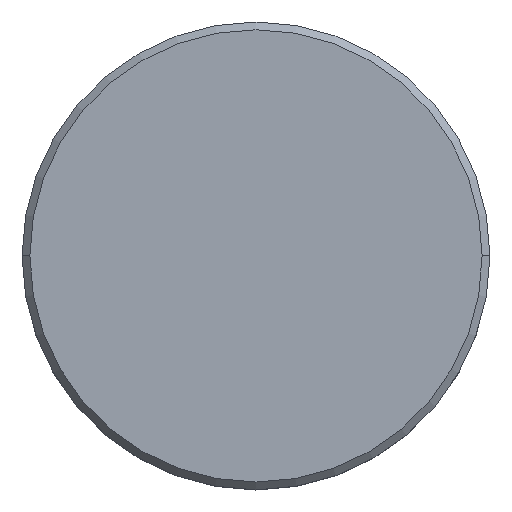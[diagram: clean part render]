
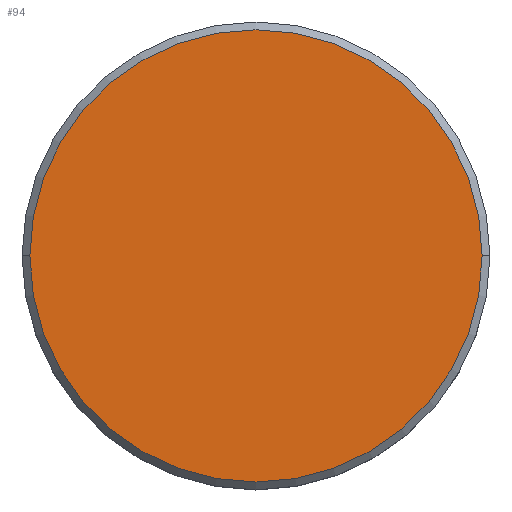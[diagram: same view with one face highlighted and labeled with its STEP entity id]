
A CAD part, top view. The second image highlights one B-rep face of the part: STEP entity #94.
In plain terms, the highlighted planar face has unit normal (0, 0, 1).
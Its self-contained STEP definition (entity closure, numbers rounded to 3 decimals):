
#8 = VERTEX_POINT ( 'NONE', #340 ) ;
#55 = DIRECTION ( 'NONE',  ( 0., 0., 1. ) ) ;
#67 = DIRECTION ( 'NONE',  ( 0., 0., 1. ) ) ;
#94 = ADVANCED_FACE ( 'NONE', ( #319 ), #510, .T. ) ;
#149 = AXIS2_PLACEMENT_3D ( 'NONE', #735, #641, #263 ) ;
#158 = DIRECTION ( 'NONE',  ( 1., 0., 0. ) ) ;
#233 = CIRCLE ( 'NONE', #329, 14.5 ) ;
#263 = DIRECTION ( 'NONE',  ( 1., 0., 0. ) ) ;
#291 = EDGE_CURVE ( 'NONE', #732, #8, #907, .T. ) ;
#306 = CARTESIAN_POINT ( 'NONE',  ( 0., 0., 0. ) ) ;
#319 = FACE_OUTER_BOUND ( 'NONE', #781, .T. ) ;
#329 = AXIS2_PLACEMENT_3D ( 'NONE', #469, #67, #386 ) ;
#336 = CARTESIAN_POINT ( 'NONE',  ( -14.5, 0., 0. ) ) ;
#340 = CARTESIAN_POINT ( 'NONE',  ( 14.5, 0., 0. ) ) ;
#372 = EDGE_CURVE ( 'NONE', #8, #732, #233, .T. ) ;
#386 = DIRECTION ( 'NONE',  ( 1., 0., 0. ) ) ;
#456 = AXIS2_PLACEMENT_3D ( 'NONE', #306, #55, #158 ) ;
#469 = CARTESIAN_POINT ( 'NONE',  ( 0., 0., 0. ) ) ;
#510 = PLANE ( 'NONE',  #149 ) ;
#547 = ORIENTED_EDGE ( 'NONE', *, *, #372, .T. ) ;
#641 = DIRECTION ( 'NONE',  ( 0., 0., 1. ) ) ;
#732 = VERTEX_POINT ( 'NONE', #336 ) ;
#735 = CARTESIAN_POINT ( 'NONE',  ( 0., 0., 0. ) ) ;
#764 = ORIENTED_EDGE ( 'NONE', *, *, #291, .T. ) ;
#781 = EDGE_LOOP ( 'NONE', ( #764, #547 ) ) ;
#907 = CIRCLE ( 'NONE', #456, 14.5 ) ;
